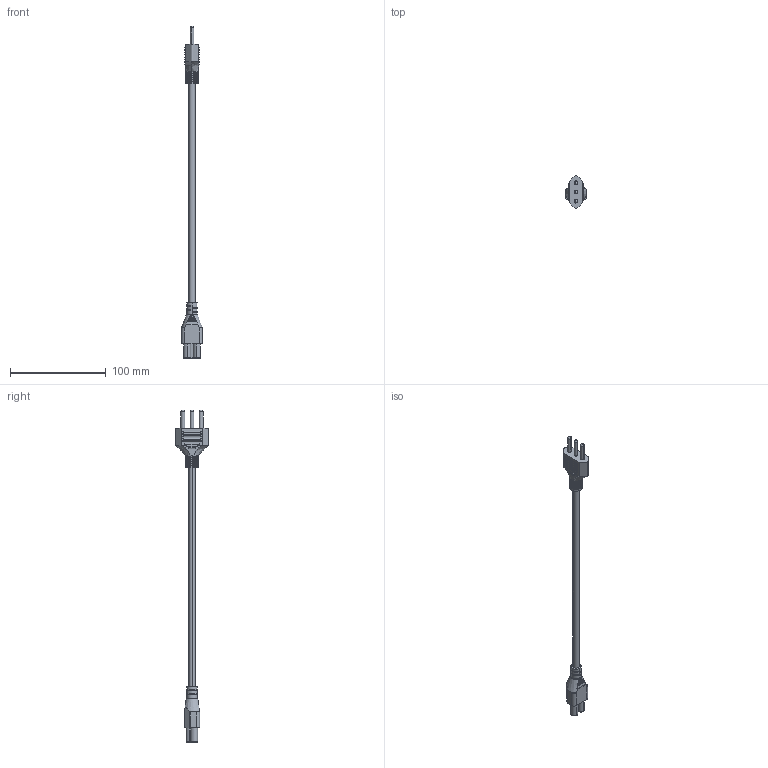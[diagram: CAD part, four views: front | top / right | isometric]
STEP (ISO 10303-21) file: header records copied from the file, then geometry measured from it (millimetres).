
FILE_DESCRIPTION (( 'STEP AP203' ), '1' );
FILE_NAME ('IPCLC5-2.5A-2M_3D.STEP', '2022-04-26T22:32:38', ( '' ), ( '' ), 'SwSTEP 2.0', 'SolidWorks 2021', '' );
FILE_SCHEMA (( 'CONFIG_CONTROL_DESIGN' ));
Length unit declared in the file: inch
Products named in the file (4): H05VV-F 3G Cord (for 44-423-02M); SF-09 TYPE L 10A 220V PWR PLUG; SF-87 IEC 320 C5 FEM PWR PLUG; IPCLC5-2.5A-2M_3D
Assembly tree (3 placements, depth 2):
  IPCLC5-2.5A-2M_3D
    SF-09 TYPE L 10A 220V PWR PLUG
    H05VV-F 3G Cord (for 44-423-02M)
    SF-87 IEC 320 C5 FEM PWR PLUG
Bounding box: 21.9 x 35.3 x 346.5 mm (x, y, z)
Volume: 31030.7 mm3; surface area: 14929.7 mm2
Topology: 3 solids, 3 shells, 283 faces, 749 edges, 466 vertices
Faces by surface type: plane 124, cylinder 88, sphere 44, torus 19, bspline 6, cone 2
Entity records: 9348 total; most frequent: CARTESIAN_POINT 2553, DIRECTION 1347, ORIENTED_EDGE 1338, EDGE_CURVE 669, AXIS2_PLACEMENT_3D 553, VERTEX_POINT 428, EDGE_LOOP 327, FACE_OUTER_BOUND 283
